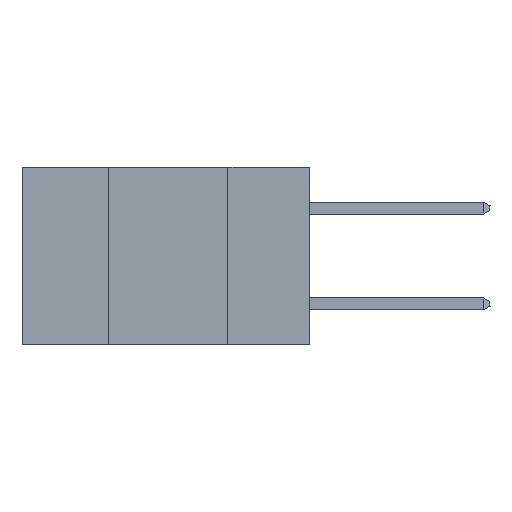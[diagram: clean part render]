
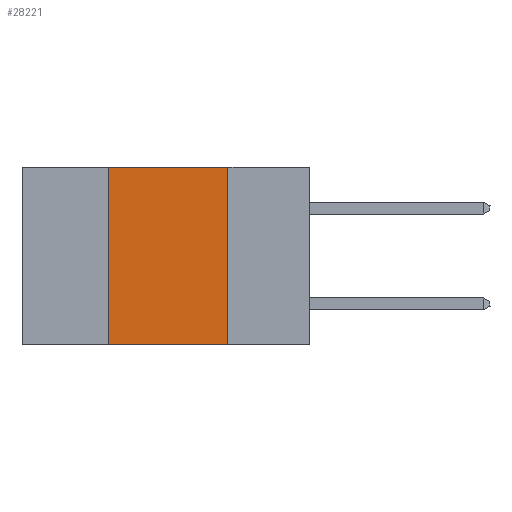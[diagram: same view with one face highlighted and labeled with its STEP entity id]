
A CAD part, left-side view. The second image highlights one B-rep face of the part: STEP entity #28221.
In plain terms, the highlighted planar face has unit normal (-1, 0, 0).
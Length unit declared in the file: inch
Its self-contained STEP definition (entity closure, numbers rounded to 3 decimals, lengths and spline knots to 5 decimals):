
#228 = ORIENTED_EDGE ( 'NONE', *, *, #33111, .T. ) ;
#544 = LINE ( 'NONE', #21476, #17965 ) ;
#2941 = DIRECTION ( 'NONE',  ( 0., 0., -1. ) ) ;
#3703 = VERTEX_POINT ( 'NONE', #25880 ) ;
#3949 = DIRECTION ( 'NONE',  ( 0., -1., 0. ) ) ;
#4933 = CARTESIAN_POINT ( 'NONE',  ( 0., 0.6, 0. ) ) ;
#7329 = EDGE_LOOP ( 'NONE', ( #32073, #11861, #31067, #228 ) ) ;
#9215 = VECTOR ( 'NONE', #3949, 39.37008 ) ;
#10568 = VECTOR ( 'NONE', #20934, 39.37008 ) ;
#11861 = ORIENTED_EDGE ( 'NONE', *, *, #26764, .F. ) ;
#12139 = LINE ( 'NONE', #17317, #9215 ) ;
#12435 = CARTESIAN_POINT ( 'NONE',  ( 0., 0.17, -0.37 ) ) ;
#12587 = CARTESIAN_POINT ( 'NONE',  ( 0., 0.6, 0. ) ) ;
#16293 = CARTESIAN_POINT ( 'NONE',  ( 0., 0.17, 0. ) ) ;
#16570 = CARTESIAN_POINT ( 'NONE',  ( 0., 0.17, 0. ) ) ;
#17317 = CARTESIAN_POINT ( 'NONE',  ( 0., 0.6, -0.37 ) ) ;
#17965 = VECTOR ( 'NONE', #21131, 39.37008 ) ;
#20343 = EDGE_CURVE ( 'NONE', #3703, #22537, #544, .T. ) ;
#20934 = DIRECTION ( 'NONE',  ( 0., -1., 0. ) ) ;
#21131 = DIRECTION ( 'NONE',  ( 0., 0., 1. ) ) ;
#21222 = VECTOR ( 'NONE', #2941, 39.37008 ) ;
#21250 = AXIS2_PLACEMENT_3D ( 'NONE', #12587, #23368, #28497 ) ;
#21476 = CARTESIAN_POINT ( 'NONE',  ( 0., 0.42, 0. ) ) ;
#21703 = EDGE_CURVE ( 'NONE', #31749, #28896, #28304, .T. ) ;
#22537 = VERTEX_POINT ( 'NONE', #24117 ) ;
#23170 = FACE_OUTER_BOUND ( 'NONE', #7329, .T. ) ;
#23368 = DIRECTION ( 'NONE',  ( 1., 0., 0. ) ) ;
#24117 = CARTESIAN_POINT ( 'NONE',  ( 0., 0.42, 0. ) ) ;
#25880 = CARTESIAN_POINT ( 'NONE',  ( 0., 0.42, -0.37 ) ) ;
#26764 = EDGE_CURVE ( 'NONE', #22537, #31749, #26768, .T. ) ;
#26768 = LINE ( 'NONE', #4933, #10568 ) ;
#28221 = ADVANCED_FACE ( 'NONE', ( #23170 ), #30923, .F. ) ;
#28304 = LINE ( 'NONE', #16293, #21222 ) ;
#28497 = DIRECTION ( 'NONE',  ( 0., 0., -1. ) ) ;
#28896 = VERTEX_POINT ( 'NONE', #12435 ) ;
#30923 = PLANE ( 'NONE',  #21250 ) ;
#31067 = ORIENTED_EDGE ( 'NONE', *, *, #20343, .F. ) ;
#31749 = VERTEX_POINT ( 'NONE', #16570 ) ;
#32073 = ORIENTED_EDGE ( 'NONE', *, *, #21703, .F. ) ;
#33111 = EDGE_CURVE ( 'NONE', #3703, #28896, #12139, .T. ) ;
